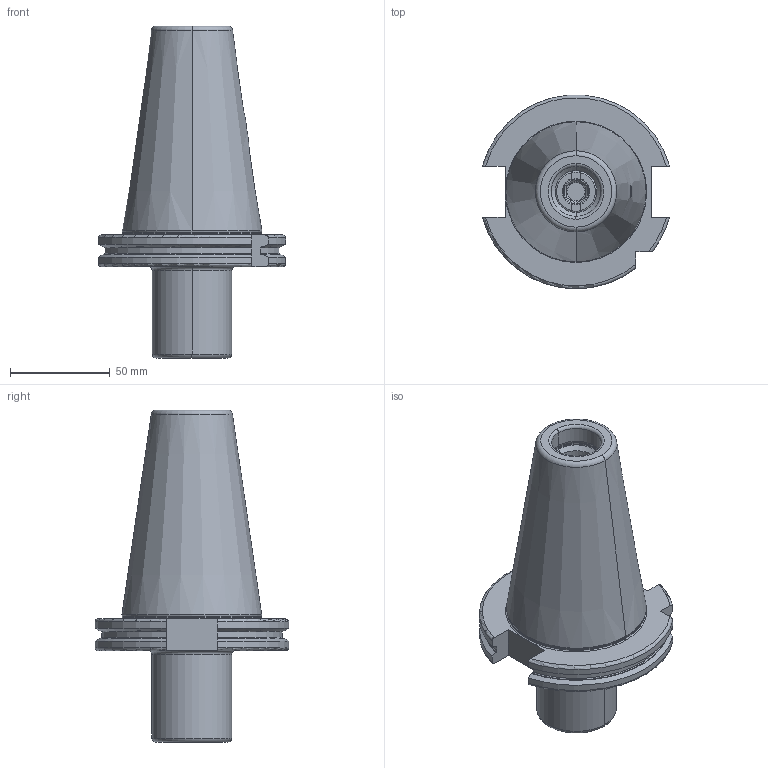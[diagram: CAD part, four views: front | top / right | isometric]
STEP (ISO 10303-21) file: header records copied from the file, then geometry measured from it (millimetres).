
FILE_DESCRIPTION((''),'2;1');
FILE_NAME('502_08_03','2020-09-25T',('104091'),(''),'CREO PARAMETRIC BY PTC INC, 2016260','CREO PARAMETRIC BY PTC INC, 2016260','');
FILE_SCHEMA(('CONFIG_CONTROL_DESIGN'));
Length unit declared in the file: millimetre
Products named in the file (1): 502_08_03
Bounding box: 94.05 x 97.31 x 166.75 mm (x, y, z)
Volume: 369824.6 mm3; surface area: 54685.5 mm2
Topology: 1 solids, 1 shells, 163 faces, 390 edges, 242 vertices
Faces by surface type: plane 50, cone 40, cylinder 39, torus 34
Entity records: 5120 total; most frequent: CARTESIAN_POINT 1278, DIRECTION 833, ORIENTED_EDGE 774, EDGE_CURVE 387, AXIS2_PLACEMENT_3D 345, VERTEX_POINT 240, CIRCLE 179, EDGE_LOOP 177
